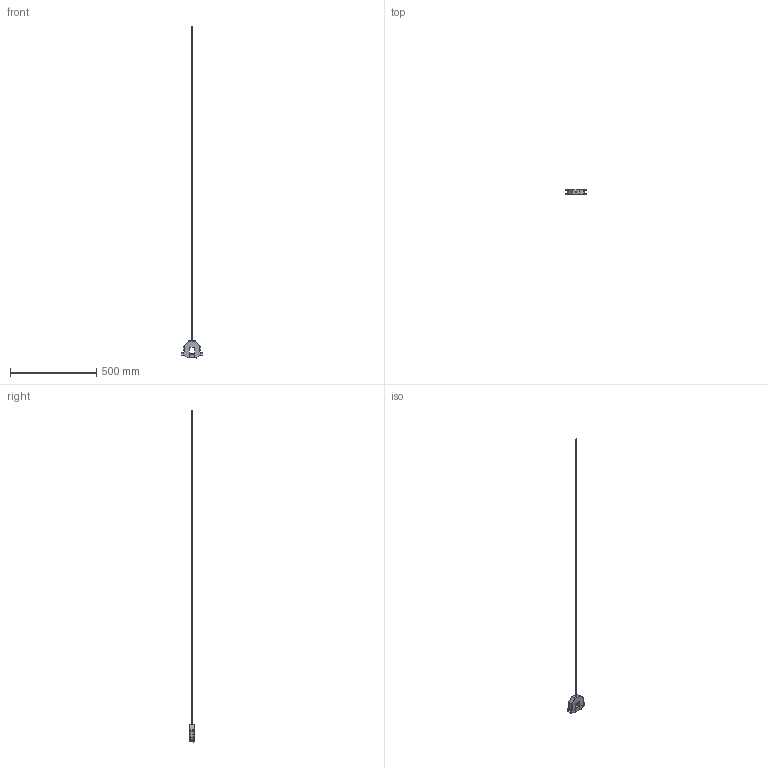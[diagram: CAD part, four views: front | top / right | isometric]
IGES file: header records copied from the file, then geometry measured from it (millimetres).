
Start section: SolidWorks IGES file using analytic representation for surfaces
Global section: file name: H681xSCCTSm_3D_0A.IGS; native system: SolidWorks 2011; preprocessor: SolidWorks 2011; author: John; date: 111031.161122; units: millimetre
Bounding box: 120 x 28.7 x 1928.45 mm (x, y, z)
Surface area: 61361.6 mm2 (no closed solid volume)
Topology: 0 solids, 0 shells, 234 faces, 2704 edges, 2704 vertices
Faces by surface type: revolution 120, bspline 114
